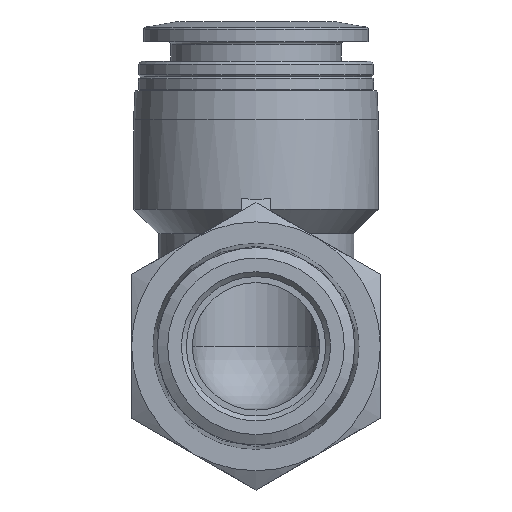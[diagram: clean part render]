
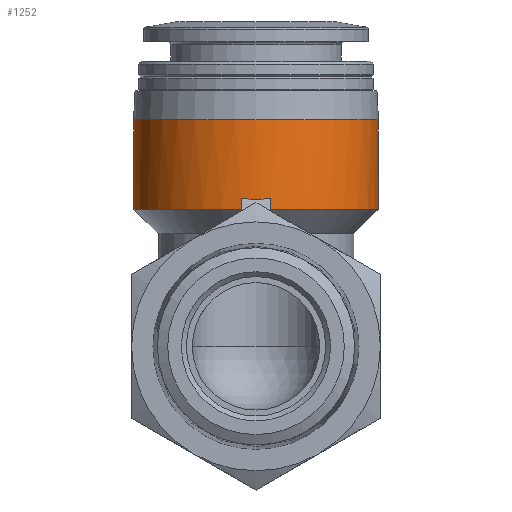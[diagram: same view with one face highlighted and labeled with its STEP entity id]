
A CAD part, front view. The second image highlights one B-rep face of the part: STEP entity #1252.
In plain terms, the highlighted cylindrical face has radius 12.5 mm (diameter 25 mm), a full revolution.
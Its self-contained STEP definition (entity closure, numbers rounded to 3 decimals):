
#92=LINE('',#1762,#122);
#93=LINE('',#1764,#123);
#94=LINE('',#1768,#124);
#95=LINE('',#1772,#125);
#122=VECTOR('',#1479,1000.);
#123=VECTOR('',#1480,1000.);
#124=VECTOR('',#1483,1000.);
#125=VECTOR('',#1486,1000.);
#154=CIRCLE('',#1329,12.5);
#155=CIRCLE('',#1331,12.5);
#156=CIRCLE('',#1332,12.5);
#157=CIRCLE('',#1333,12.5);
#222=ORIENTED_EDGE('',*,*,#441,.T.);
#223=ORIENTED_EDGE('',*,*,#442,.F.);
#224=ORIENTED_EDGE('',*,*,#440,.F.);
#225=ORIENTED_EDGE('',*,*,#443,.T.);
#226=ORIENTED_EDGE('',*,*,#444,.T.);
#227=ORIENTED_EDGE('',*,*,#445,.F.);
#228=ORIENTED_EDGE('',*,*,#446,.F.);
#229=ORIENTED_EDGE('',*,*,#447,.T.);
#230=ORIENTED_EDGE('',*,*,#448,.F.);
#440=EDGE_CURVE('',#549,#548,#154,.T.);
#441=EDGE_CURVE('',#550,#550,#155,.T.);
#442=EDGE_CURVE('',#548,#551,#92,.F.);
#443=EDGE_CURVE('',#549,#552,#93,.T.);
#444=EDGE_CURVE('',#552,#553,#156,.T.);
#445=EDGE_CURVE('',#554,#553,#94,.T.);
#446=EDGE_CURVE('',#555,#554,#157,.T.);
#447=EDGE_CURVE('',#555,#556,#95,.F.);
#448=EDGE_CURVE('',#551,#556,#615,.T.);
#548=VERTEX_POINT('',#1752);
#549=VERTEX_POINT('',#1757);
#550=VERTEX_POINT('',#1761);
#551=VERTEX_POINT('',#1763);
#552=VERTEX_POINT('',#1765);
#553=VERTEX_POINT('',#1767);
#554=VERTEX_POINT('',#1769);
#555=VERTEX_POINT('',#1771);
#556=VERTEX_POINT('',#1773);
#615=ELLIPSE('',#1334,17.678,12.5);
#623=EDGE_LOOP('',(#222));
#624=EDGE_LOOP('',(#223,#224,#225,#226,#227,#228,#229,#230));
#716=FACE_BOUND('',#623,.T.);
#717=FACE_BOUND('',#624,.T.);
#806=CYLINDRICAL_SURFACE('',#1330,12.5);
#1252=ADVANCED_FACE('',(#716,#717),#806,.T.);
#1329=AXIS2_PLACEMENT_3D('',#1758,#1473,#1474);
#1330=AXIS2_PLACEMENT_3D('',#1759,#1475,#1476);
#1331=AXIS2_PLACEMENT_3D('',#1760,#1477,#1478);
#1332=AXIS2_PLACEMENT_3D('',#1766,#1481,#1482);
#1333=AXIS2_PLACEMENT_3D('',#1770,#1484,#1485);
#1334=AXIS2_PLACEMENT_3D('',#1774,#1487,#1488);
#1473=DIRECTION('',(0.,0.,-1.));
#1474=DIRECTION('',(-1.,0.,0.));
#1475=DIRECTION('',(0.,0.,-1.));
#1476=DIRECTION('',(-1.,0.,0.));
#1477=DIRECTION('',(0.,0.,-1.));
#1478=DIRECTION('',(-1.,0.,0.));
#1479=DIRECTION('',(0.,0.,-1.));
#1480=DIRECTION('',(0.,0.,-1.));
#1481=DIRECTION('',(0.,0.,1.));
#1482=DIRECTION('',(1.,0.,0.));
#1483=DIRECTION('',(0.,0.,-1.));
#1484=DIRECTION('',(0.,0.,-1.));
#1485=DIRECTION('',(-1.,0.,0.));
#1486=DIRECTION('',(0.,0.,-1.));
#1487=DIRECTION('',(0.,0.707,-0.707));
#1488=DIRECTION('',(0.,-0.707,-0.707));
#1752=CARTESIAN_POINT('',(1.5,23.59,14.));
#1757=CARTESIAN_POINT('',(1.5,48.41,14.));
#1758=CARTESIAN_POINT('',(0.,36.,14.));
#1759=CARTESIAN_POINT('',(0.,36.,0.));
#1760=CARTESIAN_POINT('',(0.,36.,23.1));
#1761=CARTESIAN_POINT('',(-12.5,36.,23.1));
#1762=CARTESIAN_POINT('',(1.5,23.59,0.));
#1763=CARTESIAN_POINT('',(1.5,23.59,15.09));
#1764=CARTESIAN_POINT('',(1.5,48.41,-5.));
#1765=CARTESIAN_POINT('',(1.5,48.41,0.));
#1766=CARTESIAN_POINT('',(0.,36.,0.));
#1767=CARTESIAN_POINT('',(-1.5,48.41,0.));
#1768=CARTESIAN_POINT('',(-1.5,48.41,-5.));
#1769=CARTESIAN_POINT('',(-1.5,48.41,14.));
#1770=CARTESIAN_POINT('',(0.,36.,14.));
#1771=CARTESIAN_POINT('',(-1.5,23.59,14.));
#1772=CARTESIAN_POINT('',(-1.5,23.59,0.));
#1773=CARTESIAN_POINT('',(-1.5,23.59,15.09));
#1774=CARTESIAN_POINT('',(0.,36.,27.5));
